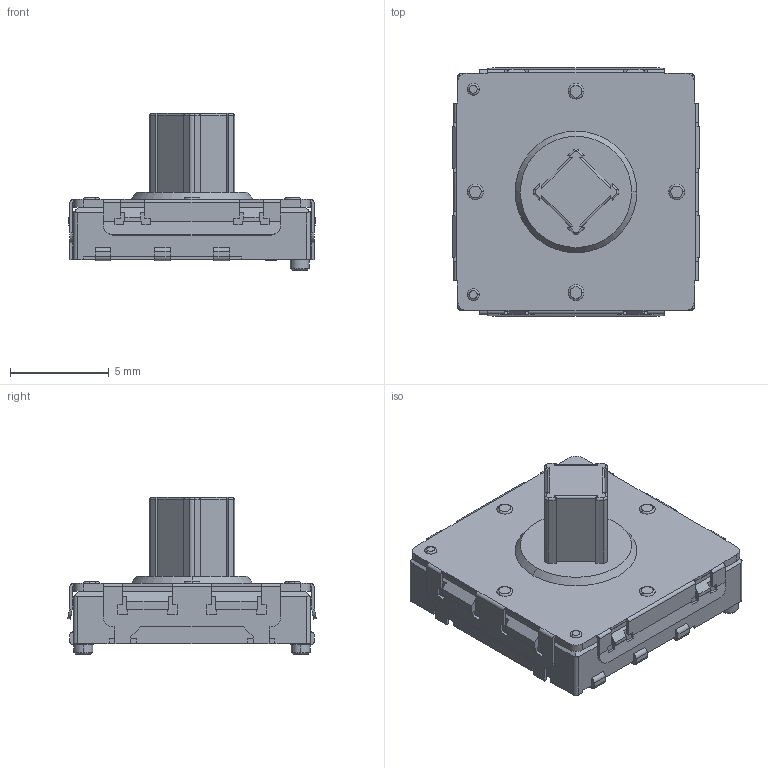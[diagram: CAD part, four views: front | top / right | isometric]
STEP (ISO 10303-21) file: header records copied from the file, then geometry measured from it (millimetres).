
FILE_DESCRIPTION((''),'2;1');
FILE_NAME('C-2425755-1','2022-11-09T03:06:25',('workeradm'),('TE Connectivity Ltd.'),'CREO PARAMETRIC BY PTC INC, 2021072','CREO PARAMETRIC BY PTC INC, 2021072','');
FILE_SCHEMA(('AUTOMOTIVE_DESIGN { 1 0 10303 214 1 1 1 1 }'));
Length unit declared in the file: millimetre
Products named in the file (1): C-2425755-1
Bounding box: 12.5 x 12.59 x 7.95 mm (x, y, z)
Volume: 491.1 mm3; surface area: 655.9 mm2
Topology: 1 solids, 1 shells, 401 faces, 1152 edges, 756 vertices
Faces by surface type: plane 297, cylinder 74, torus 20, bspline 4, cone 4, sphere 2
Entity records: 13277 total; most frequent: CARTESIAN_POINT 2676, ORIENTED_EDGE 2304, DIRECTION 2060, EDGE_CURVE 1152, VECTOR 918, LINE 918, VERTEX_POINT 756, AXIS2_PLACEMENT_3D 571
